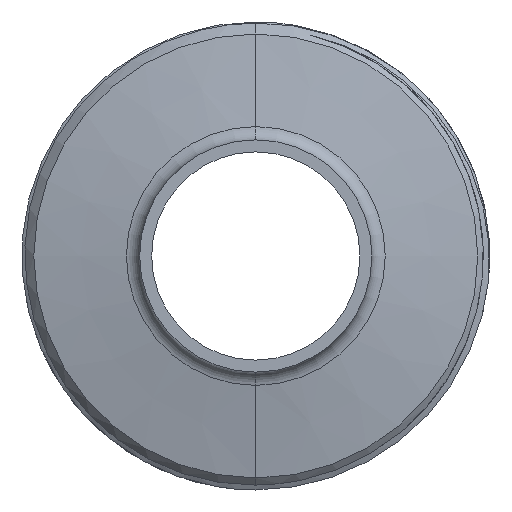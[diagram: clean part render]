
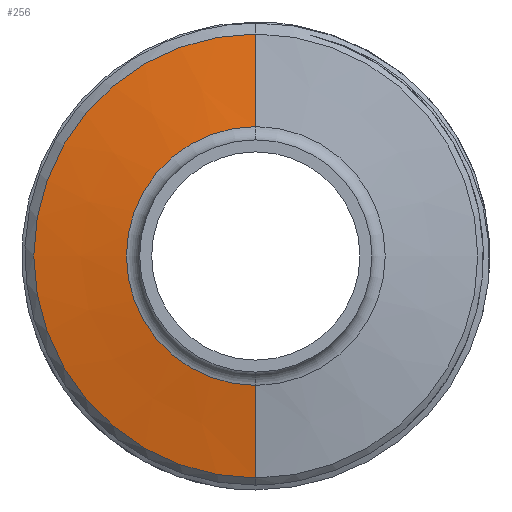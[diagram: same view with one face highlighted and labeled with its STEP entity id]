
A CAD part, left-side view. The second image highlights one B-rep face of the part: STEP entity #256.
In plain terms, the highlighted conical face has half-angle 80 degrees and reference radius 27.712 mm.
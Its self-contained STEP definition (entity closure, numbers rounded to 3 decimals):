
#67 = DIRECTION ( 'NONE',  ( 0., 0., 1. ) ) ;
#169 = AXIS2_PLACEMENT_3D ( 'NONE', #1420, #2890, #67 ) ;
#248 = AXIS2_PLACEMENT_3D ( 'NONE', #1585, #2521, #2299 ) ;
#256 = ADVANCED_FACE ( 'NONE', ( #648 ), #2889, .T. ) ;
#423 = CARTESIAN_POINT ( 'NONE',  ( -7.917, 0., -27.712 ) ) ;
#510 = CARTESIAN_POINT ( 'NONE',  ( -7.917, 0., 27.712 ) ) ;
#644 = CARTESIAN_POINT ( 'NONE',  ( -9.956, 0., 16.153 ) ) ;
#648 = FACE_OUTER_BOUND ( 'NONE', #2758, .T. ) ;
#666 = LINE ( 'NONE', #1599, #1370 ) ;
#768 = ORIENTED_EDGE ( 'NONE', *, *, #1323, .F. ) ;
#777 = DIRECTION ( 'NONE',  ( 0., 0., 1. ) ) ;
#960 = ORIENTED_EDGE ( 'NONE', *, *, #2662, .F. ) ;
#982 = CARTESIAN_POINT ( 'NONE',  ( -7.917, 0., 0. ) ) ;
#988 = ORIENTED_EDGE ( 'NONE', *, *, #2706, .T. ) ;
#1069 = VERTEX_POINT ( 'NONE', #644 ) ;
#1075 = ORIENTED_EDGE ( 'NONE', *, *, #2562, .T. ) ;
#1180 = CARTESIAN_POINT ( 'NONE',  ( -9.956, 0., -16.153 ) ) ;
#1196 = CARTESIAN_POINT ( 'NONE',  ( -7.917, 0., 27.712 ) ) ;
#1198 = AXIS2_PLACEMENT_3D ( 'NONE', #982, #1465, #777 ) ;
#1247 = VERTEX_POINT ( 'NONE', #1180 ) ;
#1277 = VERTEX_POINT ( 'NONE', #423 ) ;
#1323 = EDGE_CURVE ( 'NONE', #1247, #1277, #666, .T. ) ;
#1370 = VECTOR ( 'NONE', #2874, 1000. ) ;
#1420 = CARTESIAN_POINT ( 'NONE',  ( -9.956, 0., 0. ) ) ;
#1465 = DIRECTION ( 'NONE',  ( -1., 0., 0. ) ) ;
#1585 = CARTESIAN_POINT ( 'NONE',  ( -7.917, 0., 0. ) ) ;
#1599 = CARTESIAN_POINT ( 'NONE',  ( -7.917, 0., -27.712 ) ) ;
#1654 = LINE ( 'NONE', #1196, #2526 ) ;
#1833 = DIRECTION ( 'NONE',  ( 0.174, 0., 0.985 ) ) ;
#2051 = VERTEX_POINT ( 'NONE', #510 ) ;
#2299 = DIRECTION ( 'NONE',  ( 0., 0., -1. ) ) ;
#2521 = DIRECTION ( 'NONE',  ( 1., 0., 0. ) ) ;
#2526 = VECTOR ( 'NONE', #1833, 1000. ) ;
#2562 = EDGE_CURVE ( 'NONE', #1069, #2051, #1654, .T. ) ;
#2662 = EDGE_CURVE ( 'NONE', #1069, #1247, #2725, .T. ) ;
#2663 = CIRCLE ( 'NONE', #1198, 27.712 ) ;
#2706 = EDGE_CURVE ( 'NONE', #2051, #1277, #2663, .T. ) ;
#2725 = CIRCLE ( 'NONE', #169, 16.153 ) ;
#2758 = EDGE_LOOP ( 'NONE', ( #960, #1075, #988, #768 ) ) ;
#2874 = DIRECTION ( 'NONE',  ( 0.174, 0., -0.985 ) ) ;
#2889 = CONICAL_SURFACE ( 'NONE', #248, 27.712, 1.396 ) ;
#2890 = DIRECTION ( 'NONE',  ( -1., 0., 0. ) ) ;
